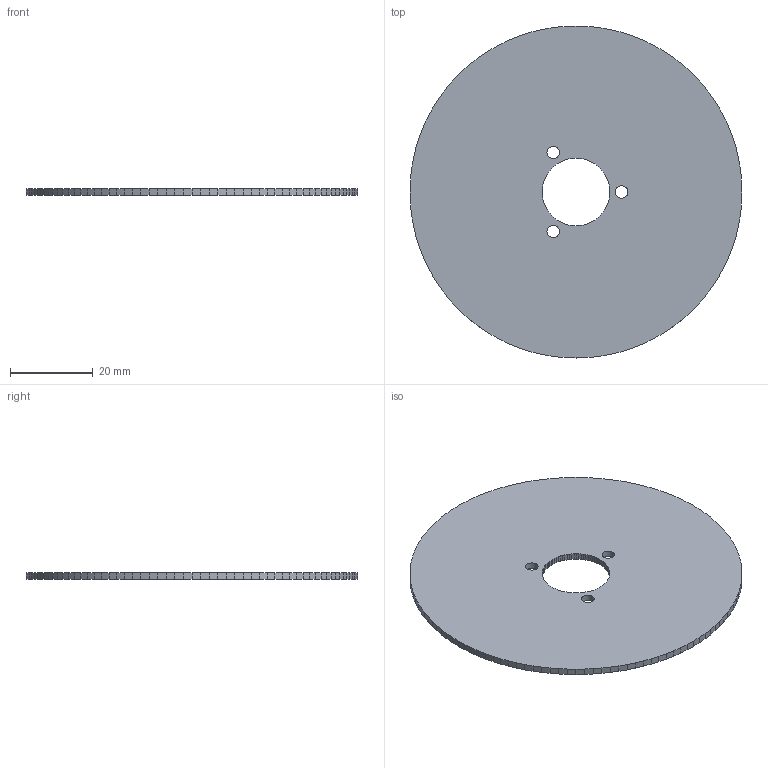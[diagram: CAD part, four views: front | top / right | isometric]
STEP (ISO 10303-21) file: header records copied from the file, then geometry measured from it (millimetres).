
FILE_DESCRIPTION(('KiCad electronic assembly'),'2;1');
FILE_NAME('USTTHUNDERMILLPCB03.step','2023-07-01T18:37:43',('Pcbnew'),( 'Kicad'),'Open CASCADE STEP processor 7.5','KiCad to STEP converter' ,'Unknown');
FILE_SCHEMA(('AUTOMOTIVE_DESIGN { 1 0 10303 214 1 1 1 1 }'));
Length unit declared in the file: millimetre
Products named in the file (2): USTTHUNDERMILLPCB03 1; USTTHUNDERMILLPCB03 PCB
Assembly tree (1 placements, depth 2):
  USTTHUNDERMILLPCB03 1
    USTTHUNDERMILLPCB03 PCB
Bounding box: 80 x 80 x 1.58 mm (x, y, z)
Volume: 7575.4 mm3; surface area: 10111.7 mm2
Topology: 1 solids, 1 shells, 215 faces, 639 edges, 426 vertices
Faces by surface type: plane 212, cylinder 3
Full cylindrical faces by diameter (mm): 3 x3
Entity records: 15447 total; most frequent: CARTESIAN_POINT 2596, DIRECTION 2351, LINE 1905, VECTOR 1905, ORIENTED_EDGE 1278, PCURVE 1278, DEFINITIONAL_REPRESENTATION 1278, EDGE_CURVE 639
